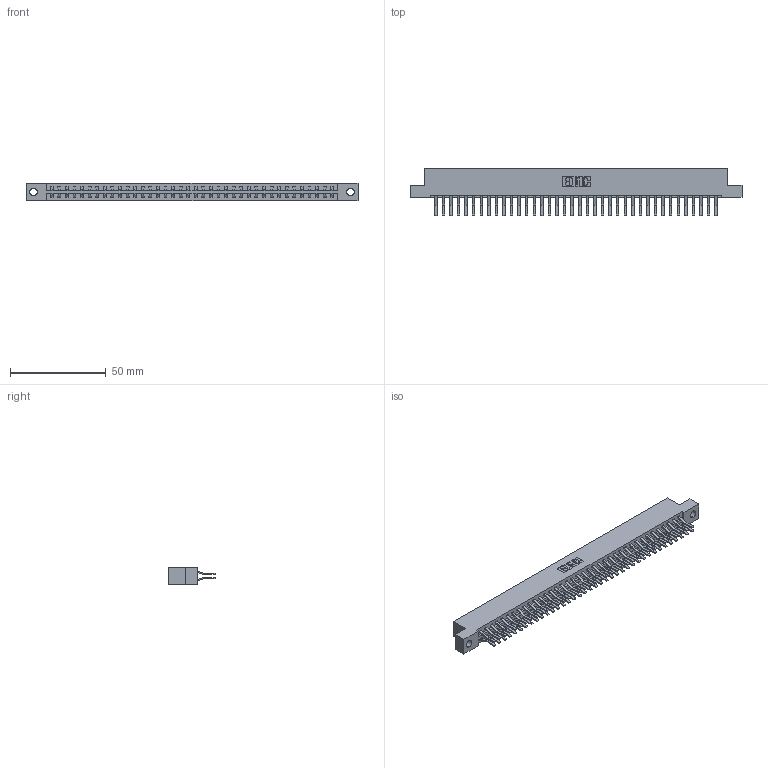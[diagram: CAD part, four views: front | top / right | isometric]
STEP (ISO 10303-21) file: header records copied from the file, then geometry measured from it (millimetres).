
FILE_DESCRIPTION (( 'STEP AP203' ), '1' );
FILE_NAME ('337-076-560-204.STEP', '2018-08-12T15:04:28', ( '' ), ( '' ), 'SwSTEP 2.0', 'SolidWorks 2016', '' );
FILE_SCHEMA (( 'CONFIG_CONTROL_DESIGN' ));
Length unit declared in the file: inch
Products named in the file (3): 345-292-001_560 Tail; 337-076-560-204; 337 Part_Flush Mounting Lugs - 0.156 Dia-TH
Assembly tree (77 placements, depth 2):
  337-076-560-204
    337 Part_Flush Mounting Lugs - 0.156 Dia-TH
    345-292-001_560 Tail  x76
Bounding box: 173.58 x 24.78 x 9.4 mm (x, y, z)
Volume: 18650.7 mm3; surface area: 22284.9 mm2
Topology: 77 solids, 77 shells, 4370 faces, 13003 edges, 8566 vertices
Faces by surface type: plane 2958, cylinder 1412
Entity records: 30071 total; most frequent: CARTESIAN_POINT 5070, ORIENTED_EDGE 5006, DIRECTION 4323, EDGE_CURVE 2503, LINE 2371, VECTOR 2371, VERTEX_POINT 1666, AXIS2_PLACEMENT_3D 976
